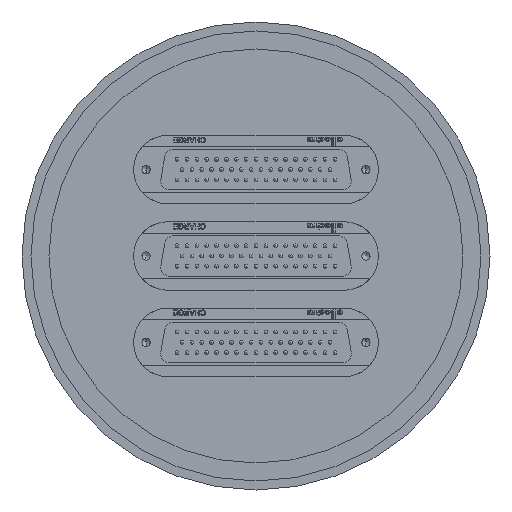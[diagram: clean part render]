
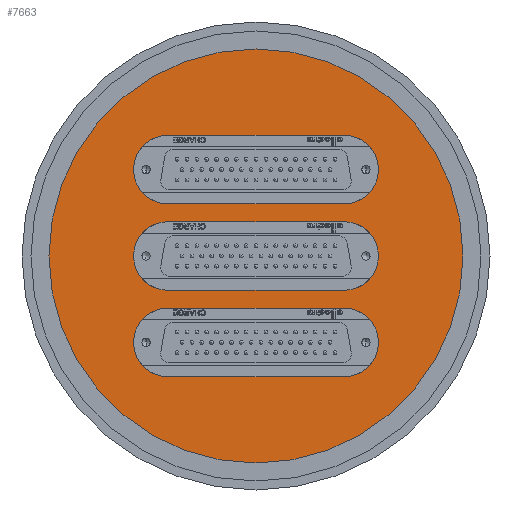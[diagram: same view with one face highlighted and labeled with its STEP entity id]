
A CAD part, front view. The second image highlights one B-rep face of the part: STEP entity #7663.
In plain terms, the highlighted planar face has unit normal (0, -1, 0).
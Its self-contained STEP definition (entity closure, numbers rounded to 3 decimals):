
#150 = DIRECTION ( 'NONE',  ( 0., 0., 1. ) ) ;
#223 = EDGE_CURVE ( 'NONE', #10368, #9295, #8694, .T. ) ;
#456 = DIRECTION ( 'NONE',  ( 1., 0., 0. ) ) ;
#586 = EDGE_CURVE ( 'NONE', #8932, #3907, #1075, .T. ) ;
#595 = CIRCLE ( 'NONE', #2046, 9.5 ) ;
#656 = DIRECTION ( 'NONE',  ( 0., -1., 0. ) ) ;
#746 = FACE_BOUND ( 'NONE', #10255, .T. ) ;
#781 = VERTEX_POINT ( 'NONE', #11223 ) ;
#810 = EDGE_LOOP ( 'NONE', ( #8637, #3724 ) ) ;
#816 = CARTESIAN_POINT ( 'NONE',  ( -24.5, -12., -9.5 ) ) ;
#1026 = DIRECTION ( 'NONE',  ( 0., 0., -1. ) ) ;
#1075 = CIRCLE ( 'NONE', #3954, 9.5 ) ;
#1442 = ORIENTED_EDGE ( 'NONE', *, *, #6306, .T. ) ;
#1540 = VECTOR ( 'NONE', #14431, 1000. ) ;
#1564 = CIRCLE ( 'NONE', #3963, 9.5 ) ;
#1581 = AXIS2_PLACEMENT_3D ( 'NONE', #9397, #12738, #2749 ) ;
#1881 = EDGE_CURVE ( 'NONE', #13109, #4161, #7940, .T. ) ;
#1944 = FACE_BOUND ( 'NONE', #10598, .T. ) ;
#2046 = AXIS2_PLACEMENT_3D ( 'NONE', #14616, #11065, #14393 ) ;
#2247 = CARTESIAN_POINT ( 'NONE',  ( -24.5, -12., -33.5 ) ) ;
#2749 = DIRECTION ( 'NONE',  ( 0., 0., -1. ) ) ;
#2877 = CIRCLE ( 'NONE', #11207, 9.5 ) ;
#3100 = CARTESIAN_POINT ( 'NONE',  ( -24.5, -12., 14.5 ) ) ;
#3514 = LINE ( 'NONE', #8064, #5142 ) ;
#3724 = ORIENTED_EDGE ( 'NONE', *, *, #9955, .T. ) ;
#3811 = DIRECTION ( 'NONE',  ( 0., 1., 0. ) ) ;
#3826 = LINE ( 'NONE', #13884, #14274 ) ;
#3879 = DIRECTION ( 'NONE',  ( 0., 0., -1. ) ) ;
#3907 = VERTEX_POINT ( 'NONE', #13992 ) ;
#3954 = AXIS2_PLACEMENT_3D ( 'NONE', #11013, #14269, #14419 ) ;
#3963 = AXIS2_PLACEMENT_3D ( 'NONE', #13036, #3811, #8275 ) ;
#4012 = CARTESIAN_POINT ( 'NONE',  ( 24.5, -12., 33.5 ) ) ;
#4035 = ORIENTED_EDGE ( 'NONE', *, *, #4134, .T. ) ;
#4111 = ORIENTED_EDGE ( 'NONE', *, *, #223, .T. ) ;
#4134 = EDGE_CURVE ( 'NONE', #4201, #8932, #13386, .T. ) ;
#4161 = VERTEX_POINT ( 'NONE', #12266 ) ;
#4177 = FACE_OUTER_BOUND ( 'NONE', #810, .T. ) ;
#4201 = VERTEX_POINT ( 'NONE', #14576 ) ;
#4254 = CARTESIAN_POINT ( 'NONE',  ( 0., -12., -57.5 ) ) ;
#4327 = CIRCLE ( 'NONE', #6219, 57.5 ) ;
#4645 = DIRECTION ( 'NONE',  ( -1., 0., 0. ) ) ;
#4680 = AXIS2_PLACEMENT_3D ( 'NONE', #4254, #5301, #1026 ) ;
#4715 = CARTESIAN_POINT ( 'NONE',  ( 24.5, -12., 14.5 ) ) ;
#5016 = CARTESIAN_POINT ( 'NONE',  ( 0., -12., 57.5 ) ) ;
#5142 = VECTOR ( 'NONE', #12604, 1000. ) ;
#5301 = DIRECTION ( 'NONE',  ( 0., -1., 0. ) ) ;
#5422 = ORIENTED_EDGE ( 'NONE', *, *, #586, .T. ) ;
#5523 = VECTOR ( 'NONE', #4645, 1000. ) ;
#6013 = CIRCLE ( 'NONE', #14344, 9.5 ) ;
#6219 = AXIS2_PLACEMENT_3D ( 'NONE', #14215, #656, #3879 ) ;
#6306 = EDGE_CURVE ( 'NONE', #4161, #10368, #1564, .T. ) ;
#6760 = ORIENTED_EDGE ( 'NONE', *, *, #9789, .T. ) ;
#7212 = EDGE_CURVE ( 'NONE', #781, #13529, #595, .T. ) ;
#7367 = VERTEX_POINT ( 'NONE', #4715 ) ;
#7485 = EDGE_CURVE ( 'NONE', #3907, #8465, #3514, .T. ) ;
#7663 = ADVANCED_FACE ( 'NONE', ( #14530, #746, #1944, #4177 ), #12362, .T. ) ;
#7861 = VERTEX_POINT ( 'NONE', #4012 ) ;
#7940 = LINE ( 'NONE', #12482, #12003 ) ;
#8016 = CIRCLE ( 'NONE', #1581, 57.5 ) ;
#8047 = DIRECTION ( 'NONE',  ( 0., 1., 0. ) ) ;
#8064 = CARTESIAN_POINT ( 'NONE',  ( -24.5, -12., 9.5 ) ) ;
#8275 = DIRECTION ( 'NONE',  ( 0., 0., 1. ) ) ;
#8329 = ORIENTED_EDGE ( 'NONE', *, *, #10499, .T. ) ;
#8465 = VERTEX_POINT ( 'NONE', #11131 ) ;
#8598 = ORIENTED_EDGE ( 'NONE', *, *, #13323, .T. ) ;
#8637 = ORIENTED_EDGE ( 'NONE', *, *, #14667, .T. ) ;
#8694 = LINE ( 'NONE', #12120, #1540 ) ;
#8932 = VERTEX_POINT ( 'NONE', #816 ) ;
#8945 = CARTESIAN_POINT ( 'NONE',  ( -24.5, -12., -24. ) ) ;
#9045 = CARTESIAN_POINT ( 'NONE',  ( -24.5, -12., -14.5 ) ) ;
#9067 = EDGE_CURVE ( 'NONE', #7861, #7367, #2877, .T. ) ;
#9150 = ORIENTED_EDGE ( 'NONE', *, *, #14106, .T. ) ;
#9295 = VERTEX_POINT ( 'NONE', #2247 ) ;
#9365 = CARTESIAN_POINT ( 'NONE',  ( 0., -12., -57.5 ) ) ;
#9397 = CARTESIAN_POINT ( 'NONE',  ( 0., -12., 0. ) ) ;
#9400 = EDGE_LOOP ( 'NONE', ( #6760, #11650, #1442, #4111 ) ) ;
#9789 = EDGE_CURVE ( 'NONE', #9295, #13109, #11927, .T. ) ;
#9892 = LINE ( 'NONE', #3100, #5523 ) ;
#9955 = EDGE_CURVE ( 'NONE', #14154, #12914, #4327, .T. ) ;
#9970 = CARTESIAN_POINT ( 'NONE',  ( -24.5, -12., -9.5 ) ) ;
#10095 = ORIENTED_EDGE ( 'NONE', *, *, #7212, .T. ) ;
#10143 = DIRECTION ( 'NONE',  ( 0., 1., 0. ) ) ;
#10255 = EDGE_LOOP ( 'NONE', ( #5422, #12577, #8598, #4035 ) ) ;
#10368 = VERTEX_POINT ( 'NONE', #10796 ) ;
#10499 = EDGE_CURVE ( 'NONE', #7367, #781, #9892, .T. ) ;
#10598 = EDGE_LOOP ( 'NONE', ( #10095, #9150, #11124, #8329 ) ) ;
#10796 = CARTESIAN_POINT ( 'NONE',  ( 24.5, -12., -33.5 ) ) ;
#10982 = DIRECTION ( 'NONE',  ( 0., 0., 1. ) ) ;
#11013 = CARTESIAN_POINT ( 'NONE',  ( -24.5, -12., 0. ) ) ;
#11052 = DIRECTION ( 'NONE',  ( 0., 1., 0. ) ) ;
#11065 = DIRECTION ( 'NONE',  ( 0., 1., 0. ) ) ;
#11124 = ORIENTED_EDGE ( 'NONE', *, *, #9067, .T. ) ;
#11131 = CARTESIAN_POINT ( 'NONE',  ( 24.5, -12., 9.5 ) ) ;
#11207 = AXIS2_PLACEMENT_3D ( 'NONE', #12805, #8047, #150 ) ;
#11223 = CARTESIAN_POINT ( 'NONE',  ( -24.5, -12., 14.5 ) ) ;
#11378 = DIRECTION ( 'NONE',  ( 1., 0., 0. ) ) ;
#11650 = ORIENTED_EDGE ( 'NONE', *, *, #1881, .T. ) ;
#11698 = AXIS2_PLACEMENT_3D ( 'NONE', #8945, #10143, #12368 ) ;
#11927 = CIRCLE ( 'NONE', #11698, 9.5 ) ;
#12003 = VECTOR ( 'NONE', #11378, 1000. ) ;
#12120 = CARTESIAN_POINT ( 'NONE',  ( -24.5, -12., -33.5 ) ) ;
#12266 = CARTESIAN_POINT ( 'NONE',  ( 24.5, -12., -14.5 ) ) ;
#12362 = PLANE ( 'NONE',  #4680 ) ;
#12368 = DIRECTION ( 'NONE',  ( 0., 0., 1. ) ) ;
#12482 = CARTESIAN_POINT ( 'NONE',  ( -24.5, -12., -14.5 ) ) ;
#12577 = ORIENTED_EDGE ( 'NONE', *, *, #7485, .T. ) ;
#12604 = DIRECTION ( 'NONE',  ( 1., 0., 0. ) ) ;
#12734 = CARTESIAN_POINT ( 'NONE',  ( -24.5, -12., 33.5 ) ) ;
#12738 = DIRECTION ( 'NONE',  ( 0., -1., 0. ) ) ;
#12805 = CARTESIAN_POINT ( 'NONE',  ( 24.5, -12., 24. ) ) ;
#12914 = VERTEX_POINT ( 'NONE', #9365 ) ;
#13036 = CARTESIAN_POINT ( 'NONE',  ( 24.5, -12., -24. ) ) ;
#13048 = CARTESIAN_POINT ( 'NONE',  ( 24.5, -12., 0. ) ) ;
#13109 = VERTEX_POINT ( 'NONE', #9045 ) ;
#13323 = EDGE_CURVE ( 'NONE', #8465, #4201, #6013, .T. ) ;
#13386 = LINE ( 'NONE', #9970, #14492 ) ;
#13529 = VERTEX_POINT ( 'NONE', #12734 ) ;
#13884 = CARTESIAN_POINT ( 'NONE',  ( -24.5, -12., 33.5 ) ) ;
#13992 = CARTESIAN_POINT ( 'NONE',  ( -24.5, -12., 9.5 ) ) ;
#14106 = EDGE_CURVE ( 'NONE', #13529, #7861, #3826, .T. ) ;
#14154 = VERTEX_POINT ( 'NONE', #5016 ) ;
#14215 = CARTESIAN_POINT ( 'NONE',  ( 0., -12., 0. ) ) ;
#14269 = DIRECTION ( 'NONE',  ( 0., 1., 0. ) ) ;
#14274 = VECTOR ( 'NONE', #456, 1000. ) ;
#14344 = AXIS2_PLACEMENT_3D ( 'NONE', #13048, #11052, #10982 ) ;
#14393 = DIRECTION ( 'NONE',  ( 0., 0., 1. ) ) ;
#14419 = DIRECTION ( 'NONE',  ( 0., 0., 1. ) ) ;
#14431 = DIRECTION ( 'NONE',  ( -1., 0., 0. ) ) ;
#14492 = VECTOR ( 'NONE', #14501, 1000. ) ;
#14501 = DIRECTION ( 'NONE',  ( -1., 0., 0. ) ) ;
#14530 = FACE_BOUND ( 'NONE', #9400, .T. ) ;
#14576 = CARTESIAN_POINT ( 'NONE',  ( 24.5, -12., -9.5 ) ) ;
#14616 = CARTESIAN_POINT ( 'NONE',  ( -24.5, -12., 24. ) ) ;
#14667 = EDGE_CURVE ( 'NONE', #12914, #14154, #8016, .T. ) ;
